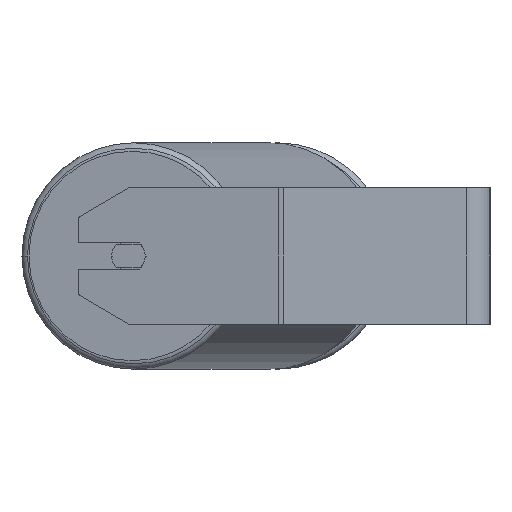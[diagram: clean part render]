
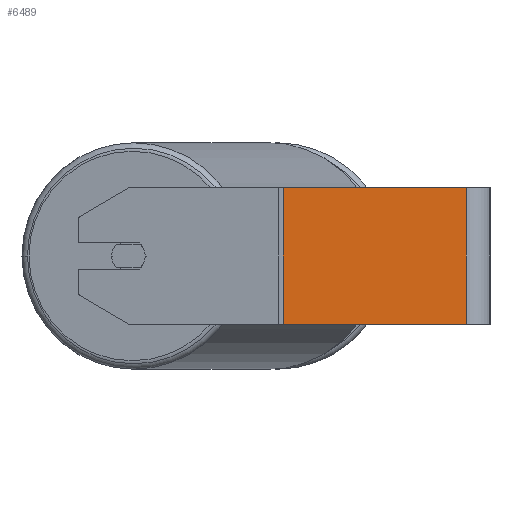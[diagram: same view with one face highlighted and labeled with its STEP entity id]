
A CAD part, left-side view. The second image highlights one B-rep face of the part: STEP entity #6489.
In plain terms, the highlighted planar face has unit normal (-1, 0, 0).
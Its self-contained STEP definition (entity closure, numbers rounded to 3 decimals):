
#171 = DIRECTION ( 'NONE',  ( 0., 0., -1. ) ) ;
#843 = VERTEX_POINT ( 'NONE', #5588 ) ;
#994 = CARTESIAN_POINT ( 'NONE',  ( -755., 122.758, -40. ) ) ;
#1018 = EDGE_LOOP ( 'NONE', ( #7031, #7646, #5987, #4187 ) ) ;
#1531 = CARTESIAN_POINT ( 'NONE',  ( -755., 14., -40. ) ) ;
#1595 = VERTEX_POINT ( 'NONE', #1531 ) ;
#1643 = EDGE_CURVE ( 'NONE', #8628, #843, #1669, .T. ) ;
#1669 = LINE ( 'NONE', #3042, #6353 ) ;
#1735 = LINE ( 'NONE', #4581, #6150 ) ;
#1922 = CARTESIAN_POINT ( 'NONE',  ( -755., 122.758, 40. ) ) ;
#2320 = VECTOR ( 'NONE', #6137, 1000. ) ;
#3042 = CARTESIAN_POINT ( 'NONE',  ( -755., 121.534, 40. ) ) ;
#3377 = DIRECTION ( 'NONE',  ( 1., 0., 0. ) ) ;
#3872 = DIRECTION ( 'NONE',  ( 0., -1., 0. ) ) ;
#3920 = PLANE ( 'NONE',  #5714 ) ;
#4187 = ORIENTED_EDGE ( 'NONE', *, *, #1643, .T. ) ;
#4581 = CARTESIAN_POINT ( 'NONE',  ( -755., 122.758, 40. ) ) ;
#5117 = LINE ( 'NONE', #994, #6130 ) ;
#5588 = CARTESIAN_POINT ( 'NONE',  ( -755., 121.534, -40. ) ) ;
#5714 = AXIS2_PLACEMENT_3D ( 'NONE', #1922, #3377, #5988 ) ;
#5987 = ORIENTED_EDGE ( 'NONE', *, *, #7929, .F. ) ;
#5988 = DIRECTION ( 'NONE',  ( 0., 0., -1. ) ) ;
#6092 = LINE ( 'NONE', #8033, #2320 ) ;
#6130 = VECTOR ( 'NONE', #6557, 1000. ) ;
#6137 = DIRECTION ( 'NONE',  ( 0., 0., -1. ) ) ;
#6150 = VECTOR ( 'NONE', #3872, 1000. ) ;
#6345 = EDGE_CURVE ( 'NONE', #843, #1595, #5117, .T. ) ;
#6353 = VECTOR ( 'NONE', #171, 1000. ) ;
#6489 = ADVANCED_FACE ( 'NONE', ( #8731 ), #3920, .F. ) ;
#6557 = DIRECTION ( 'NONE',  ( 0., -1., 0. ) ) ;
#6907 = EDGE_CURVE ( 'NONE', #7110, #1595, #6092, .T. ) ;
#7013 = CARTESIAN_POINT ( 'NONE',  ( -755., 14., 40. ) ) ;
#7031 = ORIENTED_EDGE ( 'NONE', *, *, #6345, .T. ) ;
#7110 = VERTEX_POINT ( 'NONE', #7013 ) ;
#7646 = ORIENTED_EDGE ( 'NONE', *, *, #6907, .F. ) ;
#7929 = EDGE_CURVE ( 'NONE', #8628, #7110, #1735, .T. ) ;
#8033 = CARTESIAN_POINT ( 'NONE',  ( -755., 14., 40. ) ) ;
#8465 = CARTESIAN_POINT ( 'NONE',  ( -755., 121.534, 40. ) ) ;
#8628 = VERTEX_POINT ( 'NONE', #8465 ) ;
#8731 = FACE_OUTER_BOUND ( 'NONE', #1018, .T. ) ;
